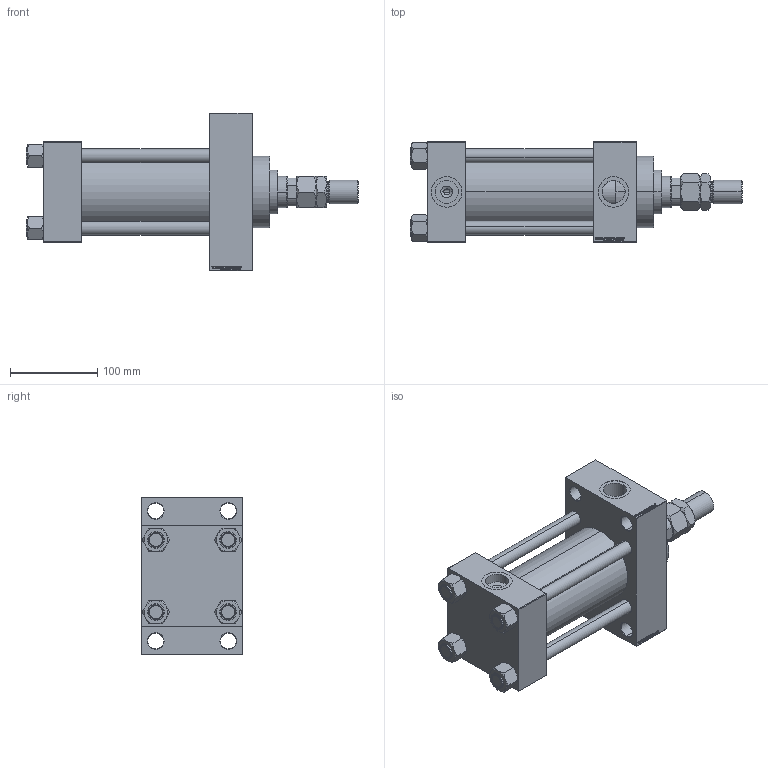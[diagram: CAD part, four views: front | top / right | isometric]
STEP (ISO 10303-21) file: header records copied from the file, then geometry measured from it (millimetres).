
FILE_DESCRIPTION (( 'STEP AP203' ), '1' );
FILE_NAME ('3ea0.STEP', '2022-04-14T13:11:38', ( '' ), ( '' ), 'SwSTEP 2.0', 'SolidWorks 2019', '' );
FILE_SCHEMA (( 'CONFIG_CONTROL_DESIGN' ));
Length unit declared in the file: millimetre
Products named in the file (7): MTA 038f91d4a3d94148e30240b5deee95ab; V215_VC_A 038f91d4a3d94148e30240b5deee95ab; V215CR_VCP_D 038f91d4a3d94148e30240b5deee95ab; 3ea0; V215CR_D_TYCINKA 038f91d4a3d94148e30240b5deee95ab; NUT_M5_D 038f91d4a3d94148e30240b5deee95ab; V215CR_D_Body 038f91d4a3d94148e30240b5deee95ab
Assembly tree (12 placements, depth 2):
  3ea0
    V215CR_D_Body 038f91d4a3d94148e30240b5deee95ab
    V215CR_VCP_D 038f91d4a3d94148e30240b5deee95ab
    NUT_M5_D 038f91d4a3d94148e30240b5deee95ab  x4
    V215CR_D_TYCINKA 038f91d4a3d94148e30240b5deee95ab  x4
    V215_VC_A 038f91d4a3d94148e30240b5deee95ab
    MTA 038f91d4a3d94148e30240b5deee95ab
Bounding box: 380 x 115 x 180 mm (x, y, z)
Volume: 2245614.9 mm3; surface area: 372789.6 mm2
Topology: 12 solids, 12 shells, 1208 faces, 3019 edges, 1949 vertices
Faces by surface type: plane 562, bspline 368, cone 172, cylinder 96, torus 10
Entity records: 49528 total; most frequent: CARTESIAN_POINT 25814, ORIENTED_EDGE 5302, DIRECTION 3493, EDGE_CURVE 2651, VERTEX_POINT 1727, LINE 1553, VECTOR 1553, EDGE_LOOP 1186
